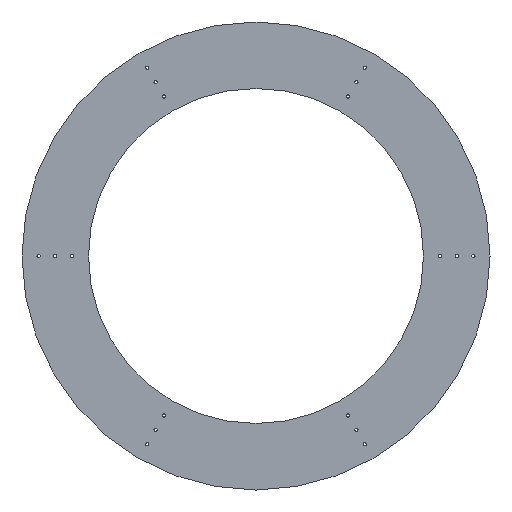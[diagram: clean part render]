
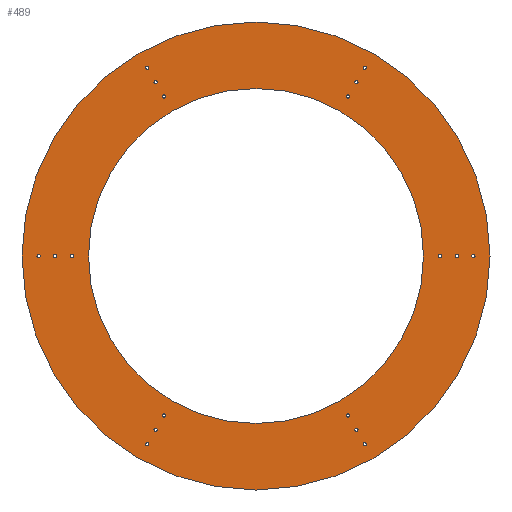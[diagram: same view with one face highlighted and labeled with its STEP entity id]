
A CAD part, front view. The second image highlights one B-rep face of the part: STEP entity #489.
In plain terms, the highlighted planar face has unit normal (0, -1, 0).
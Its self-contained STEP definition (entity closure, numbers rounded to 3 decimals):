
#43=FACE_BOUND('',#127,.T.);
#44=FACE_BOUND('',#128,.T.);
#45=FACE_BOUND('',#129,.T.);
#46=FACE_BOUND('',#130,.T.);
#47=FACE_BOUND('',#131,.T.);
#48=FACE_BOUND('',#132,.T.);
#49=FACE_BOUND('',#133,.T.);
#50=FACE_BOUND('',#134,.T.);
#51=FACE_BOUND('',#135,.T.);
#52=FACE_BOUND('',#136,.T.);
#53=FACE_BOUND('',#137,.T.);
#54=FACE_BOUND('',#138,.T.);
#55=FACE_BOUND('',#139,.T.);
#56=FACE_BOUND('',#140,.T.);
#57=FACE_BOUND('',#141,.T.);
#58=FACE_BOUND('',#142,.T.);
#59=FACE_BOUND('',#143,.T.);
#60=FACE_BOUND('',#144,.T.);
#61=FACE_BOUND('',#145,.T.);
#63=PLANE('',#574);
#85=FACE_OUTER_BOUND('',#126,.T.);
#126=EDGE_LOOP('',(#428));
#127=EDGE_LOOP('',(#429));
#128=EDGE_LOOP('',(#430));
#129=EDGE_LOOP('',(#431));
#130=EDGE_LOOP('',(#432));
#131=EDGE_LOOP('',(#433));
#132=EDGE_LOOP('',(#434));
#133=EDGE_LOOP('',(#435));
#134=EDGE_LOOP('',(#436));
#135=EDGE_LOOP('',(#437));
#136=EDGE_LOOP('',(#438));
#137=EDGE_LOOP('',(#439));
#138=EDGE_LOOP('',(#440));
#139=EDGE_LOOP('',(#441));
#140=EDGE_LOOP('',(#442));
#141=EDGE_LOOP('',(#443));
#142=EDGE_LOOP('',(#444));
#143=EDGE_LOOP('',(#445));
#144=EDGE_LOOP('',(#446));
#145=EDGE_LOOP('',(#447));
#186=CIRCLE('',#514,2.45);
#188=CIRCLE('',#517,2.45);
#190=CIRCLE('',#520,2.45);
#192=CIRCLE('',#523,2.45);
#194=CIRCLE('',#526,2.45);
#196=CIRCLE('',#529,2.45);
#198=CIRCLE('',#532,2.45);
#200=CIRCLE('',#535,2.45);
#202=CIRCLE('',#538,2.45);
#204=CIRCLE('',#541,2.45);
#206=CIRCLE('',#544,2.45);
#208=CIRCLE('',#547,2.45);
#210=CIRCLE('',#550,2.45);
#212=CIRCLE('',#553,2.45);
#214=CIRCLE('',#556,2.45);
#216=CIRCLE('',#559,2.45);
#218=CIRCLE('',#562,2.45);
#220=CIRCLE('',#565,2.45);
#222=CIRCLE('',#568,252.);
#225=CIRCLE('',#572,352.);
#228=VERTEX_POINT('',#729);
#230=VERTEX_POINT('',#735);
#232=VERTEX_POINT('',#741);
#234=VERTEX_POINT('',#747);
#236=VERTEX_POINT('',#753);
#238=VERTEX_POINT('',#759);
#240=VERTEX_POINT('',#765);
#242=VERTEX_POINT('',#771);
#244=VERTEX_POINT('',#777);
#246=VERTEX_POINT('',#783);
#248=VERTEX_POINT('',#789);
#250=VERTEX_POINT('',#795);
#252=VERTEX_POINT('',#801);
#254=VERTEX_POINT('',#807);
#256=VERTEX_POINT('',#813);
#258=VERTEX_POINT('',#819);
#260=VERTEX_POINT('',#825);
#262=VERTEX_POINT('',#831);
#264=VERTEX_POINT('',#837);
#267=VERTEX_POINT('',#845);
#268=EDGE_CURVE('',#228,#228,#186,.T.);
#271=EDGE_CURVE('',#230,#230,#188,.T.);
#274=EDGE_CURVE('',#232,#232,#190,.T.);
#277=EDGE_CURVE('',#234,#234,#192,.T.);
#280=EDGE_CURVE('',#236,#236,#194,.T.);
#283=EDGE_CURVE('',#238,#238,#196,.T.);
#286=EDGE_CURVE('',#240,#240,#198,.T.);
#289=EDGE_CURVE('',#242,#242,#200,.T.);
#292=EDGE_CURVE('',#244,#244,#202,.T.);
#295=EDGE_CURVE('',#246,#246,#204,.T.);
#298=EDGE_CURVE('',#248,#248,#206,.T.);
#301=EDGE_CURVE('',#250,#250,#208,.T.);
#304=EDGE_CURVE('',#252,#252,#210,.T.);
#307=EDGE_CURVE('',#254,#254,#212,.T.);
#310=EDGE_CURVE('',#256,#256,#214,.T.);
#313=EDGE_CURVE('',#258,#258,#216,.T.);
#316=EDGE_CURVE('',#260,#260,#218,.T.);
#319=EDGE_CURVE('',#262,#262,#220,.T.);
#322=EDGE_CURVE('',#264,#264,#222,.T.);
#327=EDGE_CURVE('',#267,#267,#225,.T.);
#428=ORIENTED_EDGE('',*,*,#327,.F.);
#429=ORIENTED_EDGE('',*,*,#268,.T.);
#430=ORIENTED_EDGE('',*,*,#271,.T.);
#431=ORIENTED_EDGE('',*,*,#274,.T.);
#432=ORIENTED_EDGE('',*,*,#277,.T.);
#433=ORIENTED_EDGE('',*,*,#280,.T.);
#434=ORIENTED_EDGE('',*,*,#283,.T.);
#435=ORIENTED_EDGE('',*,*,#286,.T.);
#436=ORIENTED_EDGE('',*,*,#289,.T.);
#437=ORIENTED_EDGE('',*,*,#292,.T.);
#438=ORIENTED_EDGE('',*,*,#295,.T.);
#439=ORIENTED_EDGE('',*,*,#298,.T.);
#440=ORIENTED_EDGE('',*,*,#301,.T.);
#441=ORIENTED_EDGE('',*,*,#304,.T.);
#442=ORIENTED_EDGE('',*,*,#307,.T.);
#443=ORIENTED_EDGE('',*,*,#310,.T.);
#444=ORIENTED_EDGE('',*,*,#313,.T.);
#445=ORIENTED_EDGE('',*,*,#316,.T.);
#446=ORIENTED_EDGE('',*,*,#319,.T.);
#447=ORIENTED_EDGE('',*,*,#322,.T.);
#489=ADVANCED_FACE('',(#85,#43,#44,#45,#46,#47,#48,#49,#50,#51,#52,#53,
#54,#55,#56,#57,#58,#59,#60,#61),#63,.F.);
#514=AXIS2_PLACEMENT_3D('',#730,#581,#582);
#517=AXIS2_PLACEMENT_3D('',#736,#588,#589);
#520=AXIS2_PLACEMENT_3D('',#742,#595,#596);
#523=AXIS2_PLACEMENT_3D('',#748,#602,#603);
#526=AXIS2_PLACEMENT_3D('',#754,#609,#610);
#529=AXIS2_PLACEMENT_3D('',#760,#616,#617);
#532=AXIS2_PLACEMENT_3D('',#766,#623,#624);
#535=AXIS2_PLACEMENT_3D('',#772,#630,#631);
#538=AXIS2_PLACEMENT_3D('',#778,#637,#638);
#541=AXIS2_PLACEMENT_3D('',#784,#644,#645);
#544=AXIS2_PLACEMENT_3D('',#790,#651,#652);
#547=AXIS2_PLACEMENT_3D('',#796,#658,#659);
#550=AXIS2_PLACEMENT_3D('',#802,#665,#666);
#553=AXIS2_PLACEMENT_3D('',#808,#672,#673);
#556=AXIS2_PLACEMENT_3D('',#814,#679,#680);
#559=AXIS2_PLACEMENT_3D('',#820,#686,#687);
#562=AXIS2_PLACEMENT_3D('',#826,#693,#694);
#565=AXIS2_PLACEMENT_3D('',#832,#700,#701);
#568=AXIS2_PLACEMENT_3D('',#838,#707,#708);
#572=AXIS2_PLACEMENT_3D('',#847,#717,#718);
#574=AXIS2_PLACEMENT_3D('',#849,#721,#722);
#581=DIRECTION('center_axis',(0.,1.,0.));
#582=DIRECTION('ref_axis',(-0.5,0.,-0.866));
#588=DIRECTION('center_axis',(0.,1.,0.));
#589=DIRECTION('ref_axis',(-0.5,0.,-0.866));
#595=DIRECTION('center_axis',(0.,1.,0.));
#596=DIRECTION('ref_axis',(-0.5,0.,-0.866));
#602=DIRECTION('center_axis',(0.,1.,0.));
#603=DIRECTION('ref_axis',(0.5,0.,-0.866));
#609=DIRECTION('center_axis',(0.,1.,0.));
#610=DIRECTION('ref_axis',(0.5,0.,-0.866));
#616=DIRECTION('center_axis',(0.,1.,0.));
#617=DIRECTION('ref_axis',(0.5,0.,-0.866));
#623=DIRECTION('center_axis',(0.,1.,0.));
#624=DIRECTION('ref_axis',(1.,0.,0.));
#630=DIRECTION('center_axis',(0.,1.,0.));
#631=DIRECTION('ref_axis',(1.,0.,0.));
#637=DIRECTION('center_axis',(0.,1.,0.));
#638=DIRECTION('ref_axis',(1.,0.,0.));
#644=DIRECTION('center_axis',(0.,1.,0.));
#645=DIRECTION('ref_axis',(0.5,0.,0.866));
#651=DIRECTION('center_axis',(0.,1.,0.));
#652=DIRECTION('ref_axis',(0.5,0.,0.866));
#658=DIRECTION('center_axis',(0.,1.,0.));
#659=DIRECTION('ref_axis',(0.5,0.,0.866));
#665=DIRECTION('center_axis',(0.,1.,0.));
#666=DIRECTION('ref_axis',(-0.5,0.,0.866));
#672=DIRECTION('center_axis',(0.,1.,0.));
#673=DIRECTION('ref_axis',(-0.5,0.,0.866));
#679=DIRECTION('center_axis',(0.,1.,0.));
#680=DIRECTION('ref_axis',(-0.5,0.,0.866));
#686=DIRECTION('center_axis',(0.,1.,0.));
#687=DIRECTION('ref_axis',(-1.,0.,0.));
#693=DIRECTION('center_axis',(0.,1.,0.));
#694=DIRECTION('ref_axis',(-1.,0.,0.));
#700=DIRECTION('center_axis',(0.,1.,0.));
#701=DIRECTION('ref_axis',(-1.,0.,0.));
#707=DIRECTION('center_axis',(0.,1.,0.));
#708=DIRECTION('ref_axis',(1.,0.,0.));
#717=DIRECTION('center_axis',(0.,1.,0.));
#718=DIRECTION('ref_axis',(-1.,0.,0.));
#721=DIRECTION('center_axis',(0.,1.,0.));
#722=DIRECTION('ref_axis',(0.,0.,1.));
#729=CARTESIAN_POINT('',(139.725,0.,242.011));
#730=CARTESIAN_POINT('Origin',(138.5,0.,239.889));
#735=CARTESIAN_POINT('',(164.725,0.,285.312));
#736=CARTESIAN_POINT('Origin',(163.5,0.,283.19));
#741=CARTESIAN_POINT('',(152.225,0.,263.661));
#742=CARTESIAN_POINT('Origin',(151.,0.,261.54));
#747=CARTESIAN_POINT('',(-139.725,0.,242.011));
#748=CARTESIAN_POINT('Origin',(-138.5,0.,239.889));
#753=CARTESIAN_POINT('',(-164.725,0.,285.312));
#754=CARTESIAN_POINT('Origin',(-163.5,0.,283.19));
#759=CARTESIAN_POINT('',(-152.225,0.,263.661));
#760=CARTESIAN_POINT('Origin',(-151.,0.,261.54));
#765=CARTESIAN_POINT('',(-279.45,0.,0.));
#766=CARTESIAN_POINT('Origin',(-277.,0.,0.));
#771=CARTESIAN_POINT('',(-329.45,0.,0.));
#772=CARTESIAN_POINT('Origin',(-327.,0.,0.));
#777=CARTESIAN_POINT('',(-304.45,0.,0.));
#778=CARTESIAN_POINT('Origin',(-302.,0.,0.));
#783=CARTESIAN_POINT('',(-139.725,0.,-242.011));
#784=CARTESIAN_POINT('Origin',(-138.5,0.,-239.889));
#789=CARTESIAN_POINT('',(-164.725,0.,-285.312));
#790=CARTESIAN_POINT('Origin',(-163.5,0.,-283.19));
#795=CARTESIAN_POINT('',(-152.225,0.,-263.661));
#796=CARTESIAN_POINT('Origin',(-151.,0.,-261.54));
#801=CARTESIAN_POINT('',(139.725,0.,-242.011));
#802=CARTESIAN_POINT('Origin',(138.5,0.,-239.889));
#807=CARTESIAN_POINT('',(164.725,0.,-285.312));
#808=CARTESIAN_POINT('Origin',(163.5,0.,-283.19));
#813=CARTESIAN_POINT('',(152.225,0.,-263.661));
#814=CARTESIAN_POINT('Origin',(151.,0.,-261.54));
#819=CARTESIAN_POINT('',(279.45,0.,0.));
#820=CARTESIAN_POINT('Origin',(277.,0.,0.));
#825=CARTESIAN_POINT('',(304.45,0.,0.));
#826=CARTESIAN_POINT('Origin',(302.,0.,0.));
#831=CARTESIAN_POINT('',(329.45,0.,0.));
#832=CARTESIAN_POINT('Origin',(327.,0.,0.));
#837=CARTESIAN_POINT('',(-252.,0.,0.));
#838=CARTESIAN_POINT('Origin',(0.,0.,0.));
#845=CARTESIAN_POINT('',(352.,0.,0.));
#847=CARTESIAN_POINT('Origin',(0.,0.,0.));
#849=CARTESIAN_POINT('Origin',(0.,0.,0.));
